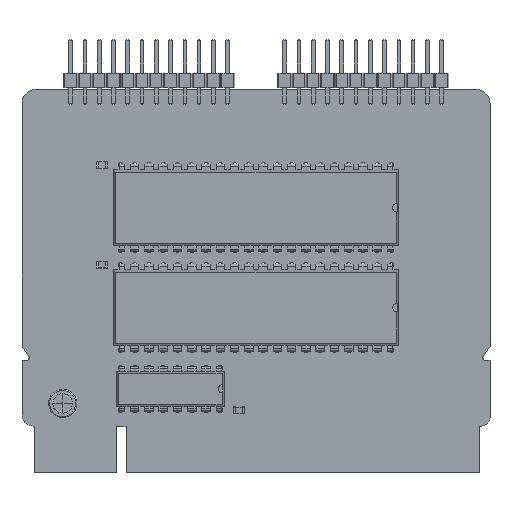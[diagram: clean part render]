
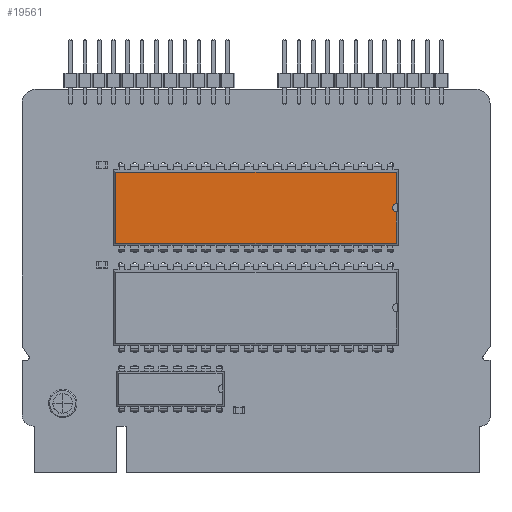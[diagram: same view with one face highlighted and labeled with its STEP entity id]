
A CAD part, top view. The second image highlights one B-rep face of the part: STEP entity #19561.
In plain terms, the highlighted planar face has unit normal (0, 0, 1).
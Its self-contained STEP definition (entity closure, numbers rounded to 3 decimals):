
#11137 = VERTEX_POINT('',#11138);
#11138 = CARTESIAN_POINT('',(13.952,0.871,3.68));
#11143 = EDGE_CURVE('',#11144,#11137,#11146,.T.);
#11144 = VERTEX_POINT('',#11145);
#11145 = CARTESIAN_POINT('',(13.952,-49.131,3.68));
#11146 = LINE('',#11147,#11148);
#11147 = CARTESIAN_POINT('',(13.952,-49.131,3.68));
#11148 = VECTOR('',#11149,1.);
#11149 = DIRECTION('',(0.,1.,0.));
#15103 = VERTEX_POINT('',#15104);
#15104 = CARTESIAN_POINT('',(1.288,0.871,3.68));
#15109 = EDGE_CURVE('',#15110,#15103,#15112,.T.);
#15110 = VERTEX_POINT('',#15111);
#15111 = CARTESIAN_POINT('',(6.874,0.871,3.68));
#15112 = LINE('',#15113,#15114);
#15113 = CARTESIAN_POINT('',(13.952,0.871,3.68));
#15114 = VECTOR('',#15115,1.);
#15115 = DIRECTION('',(-1.,0.,0.));
#15330 = VERTEX_POINT('',#15331);
#15331 = CARTESIAN_POINT('',(8.366,0.871,3.68));
#15435 = EDGE_CURVE('',#11137,#15330,#15436,.T.);
#15436 = LINE('',#15437,#15438);
#15437 = CARTESIAN_POINT('',(13.952,0.871,3.68));
#15438 = VECTOR('',#15439,1.);
#15439 = DIRECTION('',(-1.,0.,0.));
#15591 = VERTEX_POINT('',#15592);
#15592 = CARTESIAN_POINT('',(1.288,-49.131,3.68));
#15597 = EDGE_CURVE('',#15103,#15591,#15598,.T.);
#15598 = LINE('',#15599,#15600);
#15599 = CARTESIAN_POINT('',(1.288,0.871,3.68));
#15600 = VECTOR('',#15601,1.);
#15601 = DIRECTION('',(0.,-1.,0.));
#19550 = EDGE_CURVE('',#15591,#11144,#19551,.T.);
#19551 = LINE('',#19552,#19553);
#19552 = CARTESIAN_POINT('',(1.288,-49.131,3.68));
#19553 = VECTOR('',#19554,1.);
#19554 = DIRECTION('',(1.,0.,0.));
#19561 = ADVANCED_FACE('',(#19562),#19585,.F.);
#19562 = FACE_BOUND('',#19563,.F.);
#19563 = EDGE_LOOP('',(#19564,#19565,#19566,#19567,#19568,#19577,#19584)
  );
#19564 = ORIENTED_EDGE('',*,*,#11143,.F.);
#19565 = ORIENTED_EDGE('',*,*,#19550,.F.);
#19566 = ORIENTED_EDGE('',*,*,#15597,.F.);
#19567 = ORIENTED_EDGE('',*,*,#15109,.F.);
#19568 = ORIENTED_EDGE('',*,*,#19569,.F.);
#19569 = EDGE_CURVE('',#19570,#15110,#19572,.T.);
#19570 = VERTEX_POINT('',#19571);
#19571 = CARTESIAN_POINT('',(7.62,0.196,3.68));
#19572 = CIRCLE('',#19573,0.75);
#19573 = AXIS2_PLACEMENT_3D('',#19574,#19575,#19576);
#19574 = CARTESIAN_POINT('',(7.62,0.946,3.68));
#19575 = DIRECTION('',(0.,-0.,-1.));
#19576 = DIRECTION('',(0.,-1.,0.));
#19577 = ORIENTED_EDGE('',*,*,#19578,.F.);
#19578 = EDGE_CURVE('',#15330,#19570,#19579,.T.);
#19579 = CIRCLE('',#19580,0.75);
#19580 = AXIS2_PLACEMENT_3D('',#19581,#19582,#19583);
#19581 = CARTESIAN_POINT('',(7.62,0.946,3.68));
#19582 = DIRECTION('',(0.,-0.,-1.));
#19583 = DIRECTION('',(0.,-1.,0.));
#19584 = ORIENTED_EDGE('',*,*,#15435,.F.);
#19585 = PLANE('',#19586);
#19586 = AXIS2_PLACEMENT_3D('',#19587,#19588,#19589);
#19587 = CARTESIAN_POINT('',(13.952,-49.131,3.68));
#19588 = DIRECTION('',(-0.,0.,-1.));
#19589 = DIRECTION('',(-0.246,0.969,0.));
